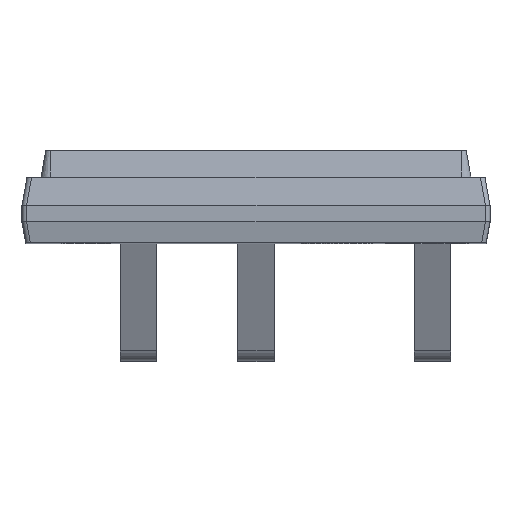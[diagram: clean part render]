
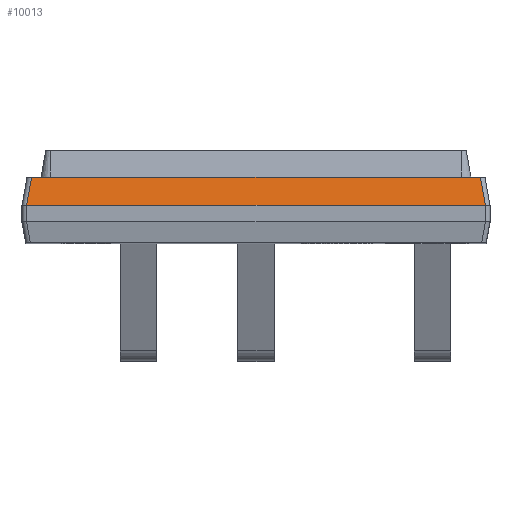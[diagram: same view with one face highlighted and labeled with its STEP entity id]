
A CAD part, top view. The second image highlights one B-rep face of the part: STEP entity #10013.
In plain terms, the highlighted planar face has unit normal (0, 0.174, 0.985).
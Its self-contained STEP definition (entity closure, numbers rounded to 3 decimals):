
#648 = LINE ( 'NONE', #6061, #16117 ) ;
#789 = CARTESIAN_POINT ( 'NONE',  ( 4.95, 0.1, 0. ) ) ;
#948 = CARTESIAN_POINT ( 'NONE',  ( -4.952, 0.1, 0. ) ) ;
#1018 = FACE_OUTER_BOUND ( 'NONE', #16093, .T. ) ;
#1271 = DIRECTION ( 'NONE',  ( -1., 0., 0. ) ) ;
#1597 = EDGE_CURVE ( 'NONE', #6553, #1934, #3150, .T. ) ;
#1934 = VERTEX_POINT ( 'NONE', #15266 ) ;
#2158 = DIRECTION ( 'NONE',  ( -0.171, 0.97, -0.171 ) ) ;
#2763 = ORIENTED_EDGE ( 'NONE', *, *, #1597, .F. ) ;
#2865 =( BOUNDED_CURVE ( )  B_SPLINE_CURVE ( 3, ( #789, #6221, #11585, #16932 ),
 .UNSPECIFIED., .F., .F. ) 
 B_SPLINE_CURVE_WITH_KNOTS ( ( 4, 4 ),
 ( 0., 0.015 ),
 .UNSPECIFIED. ) 
 CURVE ( )  GEOMETRIC_REPRESENTATION_ITEM ( )  RATIONAL_B_SPLINE_CURVE ( ( 1., 1., 1., 1. ) ) 
 REPRESENTATION_ITEM ( '' )  );
#3150 = LINE ( 'NONE', #8543, #13524 ) ;
#3443 = EDGE_CURVE ( 'NONE', #6735, #10256, #8016, .T. ) ;
#3866 = CARTESIAN_POINT ( 'NONE',  ( 0., 0.1, 0. ) ) ;
#4345 = EDGE_CURVE ( 'NONE', #6553, #15207, #648, .T. ) ;
#4408 = ORIENTED_EDGE ( 'NONE', *, *, #6930, .T. ) ;
#4618 = CARTESIAN_POINT ( 'NONE',  ( 4.95, 0.1, 0. ) ) ;
#4832 = CARTESIAN_POINT ( 'NONE',  ( -4.844, 0.71, -0.108 ) ) ;
#5352 = CARTESIAN_POINT ( 'NONE',  ( -4.95, 0.1, 0. ) ) ;
#5415 = CARTESIAN_POINT ( 'NONE',  ( -4.95, 0.1, 0. ) ) ;
#5597 = VECTOR ( 'NONE', #1271, 1000. ) ;
#6061 = CARTESIAN_POINT ( 'NONE',  ( -4.807, 0.922, -0.145 ) ) ;
#6221 = CARTESIAN_POINT ( 'NONE',  ( 4.951, 0.1, 0. ) ) ;
#6298 = ORIENTED_EDGE ( 'NONE', *, *, #4345, .T. ) ;
#6444 = PLANE ( 'NONE',  #10405 ) ;
#6553 = VERTEX_POINT ( 'NONE', #4832 ) ;
#6670 = CARTESIAN_POINT ( 'NONE',  ( -4.952, 0.1, 0. ) ) ;
#6735 = VERTEX_POINT ( 'NONE', #4618 ) ;
#6930 = EDGE_CURVE ( 'NONE', #6735, #9038, #2865, .T. ) ;
#8016 = LINE ( 'NONE', #13369, #5597 ) ;
#8139 = EDGE_CURVE ( 'NONE', #15207, #10256, #10092, .T. ) ;
#8543 = CARTESIAN_POINT ( 'NONE',  ( 5.05, 0.71, -0.108 ) ) ;
#8889 = LINE ( 'NONE', #14259, #11214 ) ;
#9038 = VERTEX_POINT ( 'NONE', #16770 ) ;
#9258 = DIRECTION ( 'NONE',  ( 0., 0.174, 0.985 ) ) ;
#9573 = ORIENTED_EDGE ( 'NONE', *, *, #3443, .F. ) ;
#9989 = ORIENTED_EDGE ( 'NONE', *, *, #13282, .T. ) ;
#10013 = ADVANCED_FACE ( 'NONE', ( #1018 ), #6444, .T. ) ;
#10092 =( BOUNDED_CURVE ( )  B_SPLINE_CURVE ( 3, ( #6670, #12026, #17398, #5352 ),
 .UNSPECIFIED., .F., .F. ) 
 B_SPLINE_CURVE_WITH_KNOTS ( ( 4, 4 ),
 ( 3.127, 3.142 ),
 .UNSPECIFIED. ) 
 CURVE ( )  GEOMETRIC_REPRESENTATION_ITEM ( )  RATIONAL_B_SPLINE_CURVE ( ( 1., 1., 1., 1. ) ) 
 REPRESENTATION_ITEM ( '' )  );
#10256 = VERTEX_POINT ( 'NONE', #5415 ) ;
#10405 = AXIS2_PLACEMENT_3D ( 'NONE', #3866, #9258, #14624 ) ;
#11214 = VECTOR ( 'NONE', #2158, 1000. ) ;
#11425 = DIRECTION ( 'NONE',  ( -0.171, -0.97, 0.171 ) ) ;
#11585 = CARTESIAN_POINT ( 'NONE',  ( 4.951, 0.1, 0. ) ) ;
#12026 = CARTESIAN_POINT ( 'NONE',  ( -4.951, 0.1, 0. ) ) ;
#12312 = ORIENTED_EDGE ( 'NONE', *, *, #8139, .T. ) ;
#13282 = EDGE_CURVE ( 'NONE', #9038, #1934, #8889, .T. ) ;
#13369 = CARTESIAN_POINT ( 'NONE',  ( -5.05, 0.1, 0. ) ) ;
#13524 = VECTOR ( 'NONE', #13901, 1000. ) ;
#13901 = DIRECTION ( 'NONE',  ( 1., 0., 0. ) ) ;
#14259 = CARTESIAN_POINT ( 'NONE',  ( 4.807, 0.922, -0.145 ) ) ;
#14624 = DIRECTION ( 'NONE',  ( 1., 0., 0. ) ) ;
#15207 = VERTEX_POINT ( 'NONE', #948 ) ;
#15266 = CARTESIAN_POINT ( 'NONE',  ( 4.844, 0.71, -0.108 ) ) ;
#16093 = EDGE_LOOP ( 'NONE', ( #6298, #12312, #9573, #4408, #9989, #2763 ) ) ;
#16117 = VECTOR ( 'NONE', #11425, 1000. ) ;
#16770 = CARTESIAN_POINT ( 'NONE',  ( 4.952, 0.1, 0. ) ) ;
#16932 = CARTESIAN_POINT ( 'NONE',  ( 4.952, 0.1, 0. ) ) ;
#17398 = CARTESIAN_POINT ( 'NONE',  ( -4.951, 0.1, 0. ) ) ;
